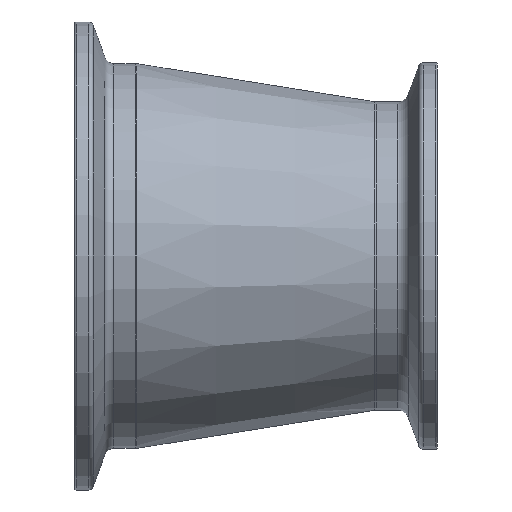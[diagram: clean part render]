
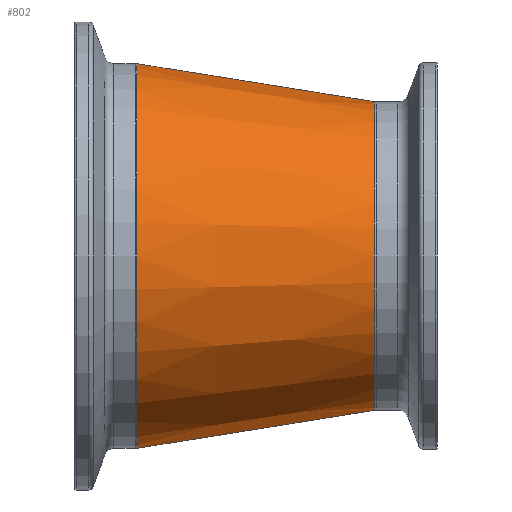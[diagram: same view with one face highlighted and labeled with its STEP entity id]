
A CAD part, front view. The second image highlights one B-rep face of the part: STEP entity #802.
In plain terms, the highlighted conical face has half-angle 9.11 degrees and reference radius 25.55 mm.
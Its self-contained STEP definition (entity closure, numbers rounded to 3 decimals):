
#73 = CARTESIAN_POINT ( 'NONE',  ( 10.289, 0., 0. ) ) ;
#128 = LINE ( 'NONE', #1176, #1053 ) ;
#195 = DIRECTION ( 'NONE',  ( -1., 0., 0. ) ) ;
#219 = DIRECTION ( 'NONE',  ( -1., 0., 0. ) ) ;
#274 = AXIS2_PLACEMENT_3D ( 'NONE', #672, #1154, #396 ) ;
#307 = CARTESIAN_POINT ( 'NONE',  ( 49.576, 0., -25.55 ) ) ;
#308 = CARTESIAN_POINT ( 'NONE',  ( 49.576, 0., -25.55 ) ) ;
#396 = DIRECTION ( 'NONE',  ( 0., 0., 1. ) ) ;
#459 = CIRCLE ( 'NONE', #1136, 31.85 ) ;
#480 = CARTESIAN_POINT ( 'NONE',  ( 10.289, 0., 31.85 ) ) ;
#520 = EDGE_LOOP ( 'NONE', ( #540, #1406, #1016, #815 ) ) ;
#540 = ORIENTED_EDGE ( 'NONE', *, *, #555, .F. ) ;
#546 = FACE_OUTER_BOUND ( 'NONE', #520, .T. ) ;
#552 = VECTOR ( 'NONE', #1512, 1000. ) ;
#555 = EDGE_CURVE ( 'NONE', #1056, #1052, #1472, .T. ) ;
#672 = CARTESIAN_POINT ( 'NONE',  ( 49.576, 0., 0. ) ) ;
#709 = CIRCLE ( 'NONE', #1169, 25.55 ) ;
#802 = ADVANCED_FACE ( 'NONE', ( #546 ), #1006, .T. ) ;
#815 = ORIENTED_EDGE ( 'NONE', *, *, #1161, .F. ) ;
#823 = CARTESIAN_POINT ( 'NONE',  ( 10.289, 0., -31.85 ) ) ;
#918 = CARTESIAN_POINT ( 'NONE',  ( 49.576, 0., 25.55 ) ) ;
#932 = EDGE_CURVE ( 'NONE', #1312, #1072, #128, .T. ) ;
#985 = DIRECTION ( 'NONE',  ( 0., 0., 1. ) ) ;
#1006 = CONICAL_SURFACE ( 'NONE', #274, 25.55, 0.159 ) ;
#1016 = ORIENTED_EDGE ( 'NONE', *, *, #932, .T. ) ;
#1049 = DIRECTION ( 'NONE',  ( -0.987, 0., 0.158 ) ) ;
#1052 = VERTEX_POINT ( 'NONE', #823 ) ;
#1053 = VECTOR ( 'NONE', #1049, 1000. ) ;
#1056 = VERTEX_POINT ( 'NONE', #307 ) ;
#1072 = VERTEX_POINT ( 'NONE', #480 ) ;
#1136 = AXIS2_PLACEMENT_3D ( 'NONE', #73, #195, #985 ) ;
#1154 = DIRECTION ( 'NONE',  ( -1., 0., 0. ) ) ;
#1161 = EDGE_CURVE ( 'NONE', #1052, #1072, #459, .T. ) ;
#1169 = AXIS2_PLACEMENT_3D ( 'NONE', #1229, #219, #1375 ) ;
#1176 = CARTESIAN_POINT ( 'NONE',  ( 49.576, 0., 25.55 ) ) ;
#1229 = CARTESIAN_POINT ( 'NONE',  ( 49.576, 0., 0. ) ) ;
#1312 = VERTEX_POINT ( 'NONE', #918 ) ;
#1375 = DIRECTION ( 'NONE',  ( 0., 0., 1. ) ) ;
#1406 = ORIENTED_EDGE ( 'NONE', *, *, #1601, .T. ) ;
#1472 = LINE ( 'NONE', #308, #552 ) ;
#1512 = DIRECTION ( 'NONE',  ( -0.987, 0., -0.158 ) ) ;
#1601 = EDGE_CURVE ( 'NONE', #1056, #1312, #709, .T. ) ;
